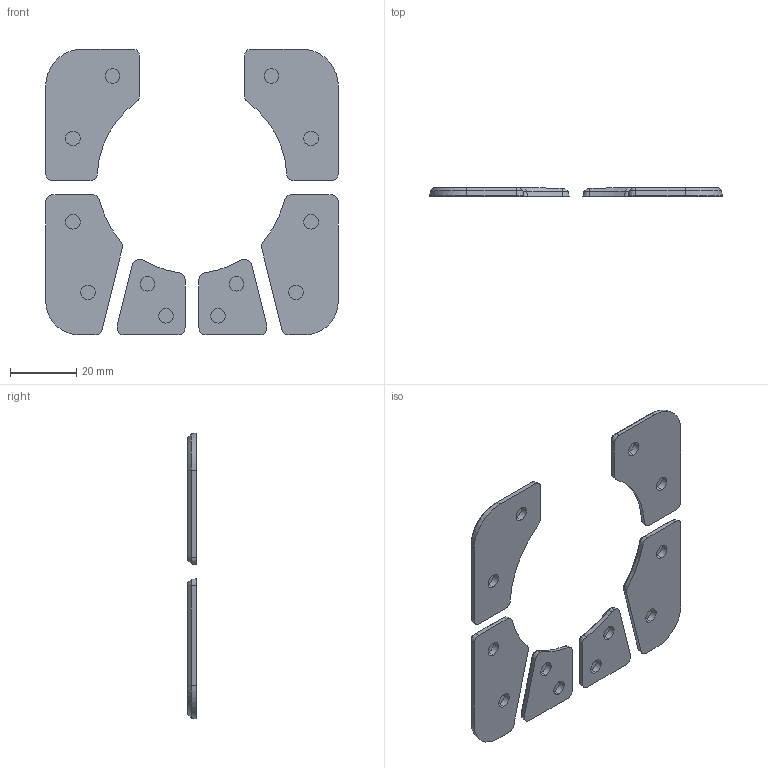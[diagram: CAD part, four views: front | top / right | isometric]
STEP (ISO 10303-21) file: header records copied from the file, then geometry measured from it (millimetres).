
FILE_DESCRIPTION (( 'STEP AP214' ), '1' );
FILE_NAME ('buttons.STEP', '2025-11-23T23:18:49', ( '' ), ( '' ), 'SwSTEP 2.0', 'SolidWorks 2025', '' );
FILE_SCHEMA (( 'AUTOMOTIVE_DESIGN' ));
Length unit declared in the file: millimetre
Products named in the file (1): buttons
Bounding box: 88.4 x 2.5 x 86.4 mm (x, y, z)
Volume: 9363.4 mm3; surface area: 9596.4 mm2
Topology: 6 solids, 6 shells, 162 faces, 358 edges, 220 vertices
Faces by surface type: cone 70, plane 68, cylinder 24
Entity records: 4516 total; most frequent: DIRECTION 838, CARTESIAN_POINT 741, ORIENTED_EDGE 716, EDGE_CURVE 358, AXIS2_PLACEMENT_3D 317, VERTEX_POINT 220, LINE 204, VECTOR 204
